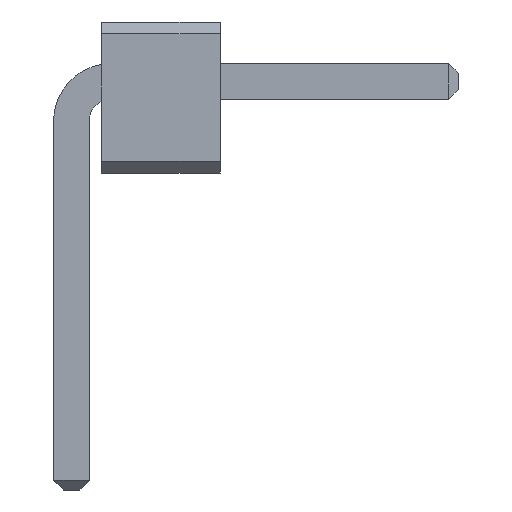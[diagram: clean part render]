
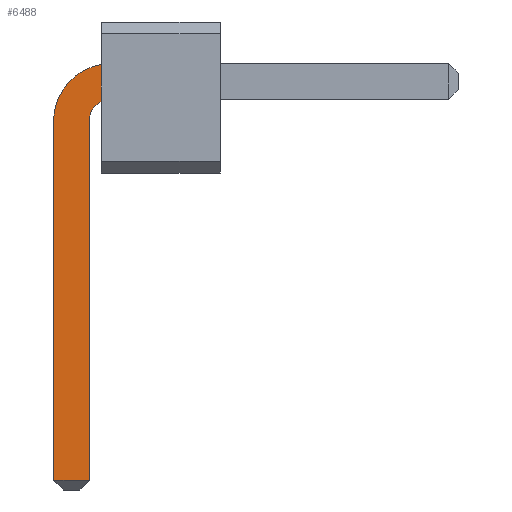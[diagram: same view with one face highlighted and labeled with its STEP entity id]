
A CAD part, front view. The second image highlights one B-rep face of the part: STEP entity #6488.
In plain terms, the highlighted planar face has unit normal (0, -1, 0).
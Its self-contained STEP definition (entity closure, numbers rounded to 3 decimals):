
#2218 = VERTEX_POINT('',#2219);
#2219 = CARTESIAN_POINT('',(0.25,-12.15,0.779));
#2227 = EDGE_CURVE('',#2218,#2228,#2230,.T.);
#2228 = VERTEX_POINT('',#2229);
#2229 = CARTESIAN_POINT('',(0.25,-12.15,0.467));
#2230 = LINE('',#2231,#2232);
#2231 = CARTESIAN_POINT('',(0.25,-12.15,0.1));
#2232 = VECTOR('',#2233,1.);
#2233 = DIRECTION('',(0.,0.,-1.));
#6403 = VERTEX_POINT('',#6404);
#6404 = CARTESIAN_POINT('',(-0.15,-12.15,0.335));
#6410 = EDGE_CURVE('',#6403,#2218,#6411,.T.);
#6411 = CIRCLE('',#6412,0.485);
#6412 = AXIS2_PLACEMENT_3D('',#6413,#6414,#6415);
#6413 = CARTESIAN_POINT('',(0.333,-12.15,0.302));
#6414 = DIRECTION('',(0.,1.,0.));
#6415 = DIRECTION('',(-0.998,0.,
0.069));
#6469 = EDGE_CURVE('',#2228,#6470,#6472,.T.);
#6470 = VERTEX_POINT('',#6471);
#6471 = CARTESIAN_POINT('',(0.15,-12.15,0.335));
#6472 = CIRCLE('',#6473,0.194);
#6473 = AXIS2_PLACEMENT_3D('',#6474,#6475,#6476);
#6474 = CARTESIAN_POINT('',(0.34,-12.15,0.295));
#6475 = DIRECTION('',(0.,-1.,0.));
#6476 = DIRECTION('',(-0.207,0.,0.978)
);
#6488 = ADVANCED_FACE('',(#6489),#6516,.F.);
#6489 = FACE_BOUND('',#6490,.F.);
#6490 = EDGE_LOOP('',(#6491,#6492,#6493,#6501,#6509,#6515));
#6491 = ORIENTED_EDGE('',*,*,#2227,.T.);
#6492 = ORIENTED_EDGE('',*,*,#6469,.T.);
#6493 = ORIENTED_EDGE('',*,*,#6494,.T.);
#6494 = EDGE_CURVE('',#6470,#6495,#6497,.T.);
#6495 = VERTEX_POINT('',#6496);
#6496 = CARTESIAN_POINT('',(0.15,-12.15,-2.72));
#6497 = LINE('',#6498,#6499);
#6498 = CARTESIAN_POINT('',(0.15,-12.15,0.335));
#6499 = VECTOR('',#6500,1.);
#6500 = DIRECTION('',(0.,0.,-1.));
#6501 = ORIENTED_EDGE('',*,*,#6502,.T.);
#6502 = EDGE_CURVE('',#6495,#6503,#6505,.T.);
#6503 = VERTEX_POINT('',#6504);
#6504 = CARTESIAN_POINT('',(-0.15,-12.15,-2.72));
#6505 = LINE('',#6506,#6507);
#6506 = CARTESIAN_POINT('',(0.15,-12.15,-2.72));
#6507 = VECTOR('',#6508,1.);
#6508 = DIRECTION('',(-1.,0.,0.));
#6509 = ORIENTED_EDGE('',*,*,#6510,.T.);
#6510 = EDGE_CURVE('',#6503,#6403,#6511,.T.);
#6511 = LINE('',#6512,#6513);
#6512 = CARTESIAN_POINT('',(-0.15,-12.15,-2.8));
#6513 = VECTOR('',#6514,1.);
#6514 = DIRECTION('',(0.,0.,1.));
#6515 = ORIENTED_EDGE('',*,*,#6410,.T.);
#6516 = PLANE('',#6517);
#6517 = AXIS2_PLACEMENT_3D('',#6518,#6519,#6520);
#6518 = CARTESIAN_POINT('',(0.841,-12.15,-0.301));
#6519 = DIRECTION('',(0.,1.,-0.));
#6520 = DIRECTION('',(0.,0.,-1.));
